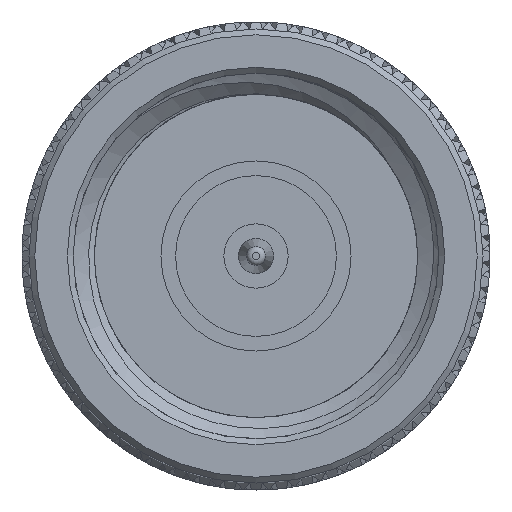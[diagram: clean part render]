
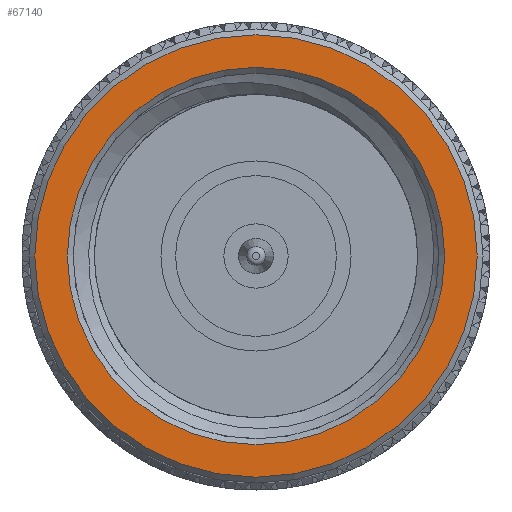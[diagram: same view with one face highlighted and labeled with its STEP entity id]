
A CAD part, left-side view. The second image highlights one B-rep face of the part: STEP entity #67140.
In plain terms, the highlighted planar face has unit normal (-1, 0, 0).
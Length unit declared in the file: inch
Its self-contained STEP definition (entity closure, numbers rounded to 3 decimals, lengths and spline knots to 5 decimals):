
#1498 = DIRECTION ( 'NONE',  ( 0., -1., 0. ) ) ;
#2896 = PLANE ( 'NONE',  #74314 ) ;
#5847 = DIRECTION ( 'NONE',  ( -1., 0., 0. ) ) ;
#9541 = FACE_BOUND ( 'NONE', #90362, .T. ) ;
#12922 = CARTESIAN_POINT ( 'NONE',  ( 0., 0., 0. ) ) ;
#16827 = VERTEX_POINT ( 'NONE', #31437 ) ;
#29927 = ORIENTED_EDGE ( 'NONE', *, *, #55547, .T. ) ;
#31437 = CARTESIAN_POINT ( 'NONE',  ( 0., -0.37809, 0. ) ) ;
#31667 = CARTESIAN_POINT ( 'NONE',  ( 0., 0.38809, 0. ) ) ;
#33732 = CIRCLE ( 'NONE', #89490, 0.37809 ) ;
#37437 = DIRECTION ( 'NONE',  ( 1., 0., 0. ) ) ;
#42327 = VERTEX_POINT ( 'NONE', #80489 ) ;
#43935 = FACE_OUTER_BOUND ( 'NONE', #90211, .T. ) ;
#43999 = CIRCLE ( 'NONE', #86236, 0.3225 ) ;
#44524 = CARTESIAN_POINT ( 'NONE',  ( 0., 0., 0. ) ) ;
#55547 = EDGE_CURVE ( 'NONE', #42327, #42327, #43999, .T. ) ;
#63360 = DIRECTION ( 'NONE',  ( 0., -1., 0. ) ) ;
#66234 = DIRECTION ( 'NONE',  ( 0., -1., 0. ) ) ;
#67140 = ADVANCED_FACE ( 'NONE', ( #9541, #43935 ), #2896, .T. ) ;
#69422 = ORIENTED_EDGE ( 'NONE', *, *, #85588, .T. ) ;
#74314 = AXIS2_PLACEMENT_3D ( 'NONE', #31667, #89203, #1498 ) ;
#80489 = CARTESIAN_POINT ( 'NONE',  ( 0., -0.3225, 0. ) ) ;
#85588 = EDGE_CURVE ( 'NONE', #16827, #16827, #33732, .T. ) ;
#86236 = AXIS2_PLACEMENT_3D ( 'NONE', #44524, #37437, #66234 ) ;
#89203 = DIRECTION ( 'NONE',  ( -1., 0., 0. ) ) ;
#89490 = AXIS2_PLACEMENT_3D ( 'NONE', #12922, #5847, #63360 ) ;
#90211 = EDGE_LOOP ( 'NONE', ( #69422 ) ) ;
#90362 = EDGE_LOOP ( 'NONE', ( #29927 ) ) ;
